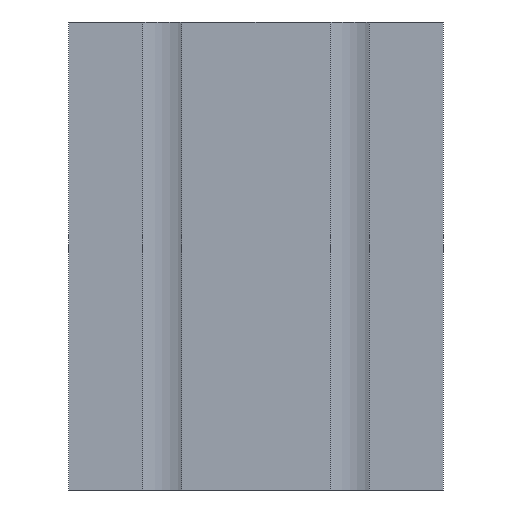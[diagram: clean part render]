
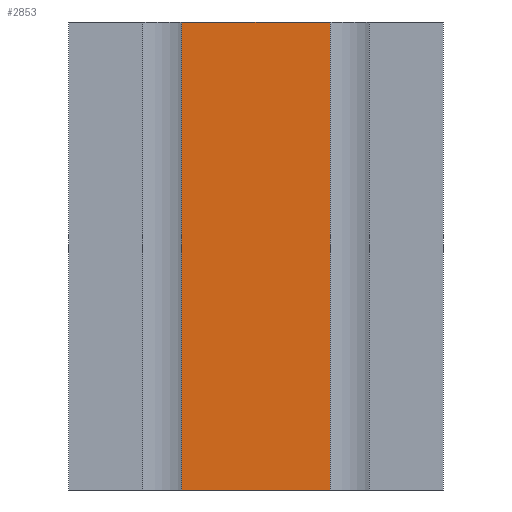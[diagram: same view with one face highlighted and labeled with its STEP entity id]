
A CAD part, front view. The second image highlights one B-rep face of the part: STEP entity #2853.
In plain terms, the highlighted planar face has unit normal (0, -1, 0).
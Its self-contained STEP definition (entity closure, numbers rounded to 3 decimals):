
#2019=CARTESIAN_POINT('',(18.641,-0.701,100.0));
#2020=VERTEX_POINT('',#2019);
#2027=CARTESIAN_POINT('',(50.341,-0.701,100.0));
#2028=VERTEX_POINT('',#2027);
#2029=CARTESIAN_POINT('',(50.341,-0.701,100.0));
#2030=DIRECTION('',(-1.0,0.0,0.0));
#2031=VECTOR('',#2030,31.7);
#2032=LINE('',#2029,#2031);
#2033=EDGE_CURVE('',#2028,#2020,#2032,.T.);
#2812=CARTESIAN_POINT('',(50.341,-0.701,0.0));
#2813=VERTEX_POINT('',#2812);
#2814=CARTESIAN_POINT('',(50.341,-0.701,0.0));
#2815=DIRECTION('',(0.0,0.0,1.0));
#2816=VECTOR('',#2815,100.0);
#2817=LINE('',#2814,#2816);
#2818=EDGE_CURVE('',#2813,#2028,#2817,.T.);
#2830=CARTESIAN_POINT('',(50.341,-0.701,0.0));
#2831=DIRECTION('',(0.0,-1.0,0.0));
#2832=DIRECTION('',(0.0,0.0,-1.0));
#2833=AXIS2_PLACEMENT_3D('',#2830,#2831,#2832);
#2834=PLANE('',#2833);
#2835=ORIENTED_EDGE('',*,*,#2033,.T.);
#2836=CARTESIAN_POINT('',(18.641,-0.701,0.0));
#2837=VERTEX_POINT('',#2836);
#2838=CARTESIAN_POINT('',(18.641,-0.701,0.0));
#2839=DIRECTION('',(0.0,0.0,1.0));
#2840=VECTOR('',#2839,100.0);
#2841=LINE('',#2838,#2840);
#2842=EDGE_CURVE('',#2837,#2020,#2841,.T.);
#2843=ORIENTED_EDGE('',*,*,#2842,.F.);
#2844=CARTESIAN_POINT('',(50.341,-0.701,0.0));
#2845=DIRECTION('',(-1.0,0.0,0.0));
#2846=VECTOR('',#2845,31.7);
#2847=LINE('',#2844,#2846);
#2848=EDGE_CURVE('',#2813,#2837,#2847,.T.);
#2849=ORIENTED_EDGE('',*,*,#2848,.F.);
#2850=ORIENTED_EDGE('',*,*,#2818,.T.);
#2851=EDGE_LOOP('',(#2835,#2843,#2849,#2850));
#2852=FACE_OUTER_BOUND('',#2851,.T.);
#2853=ADVANCED_FACE('',(#2852),#2834,.T.);
